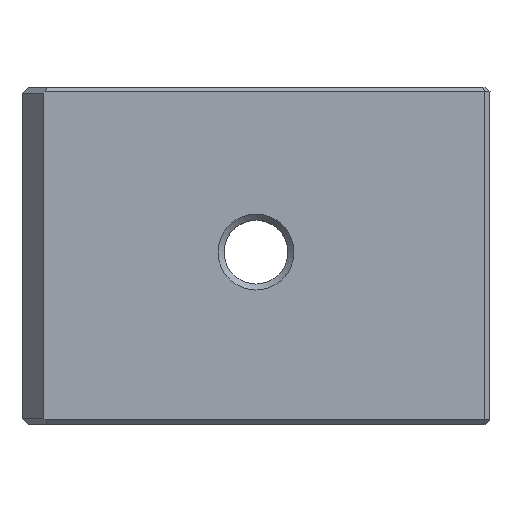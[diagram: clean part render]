
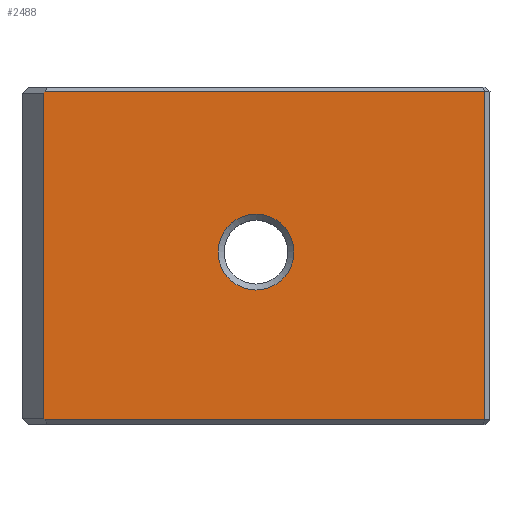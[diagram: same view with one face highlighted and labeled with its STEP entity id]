
A CAD part, top view. The second image highlights one B-rep face of the part: STEP entity #2488.
In plain terms, the highlighted planar face has unit normal (0, 0, 1).
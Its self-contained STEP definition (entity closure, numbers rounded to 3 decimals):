
#43=FACE_BOUND('',#476,.T.);
#89=CIRCLE('',#2653,2.5);
#199=PLANE('',#2668);
#327=FACE_OUTER_BOUND('',#475,.T.);
#475=EDGE_LOOP('',(#2180,#2181,#2182,#2183,#2184,#2185));
#476=EDGE_LOOP('',(#2186));
#696=LINE('',#4403,#928);
#697=LINE('',#4407,#929);
#702=LINE('',#4421,#934);
#707=LINE('',#4430,#939);
#715=LINE('',#4457,#947);
#716=LINE('',#4458,#948);
#928=VECTOR('',#3140,21.39);
#929=VECTOR('',#3143,21.59);
#934=VECTOR('',#3156,0.164);
#939=VECTOR('',#3163,0.164);
#947=VECTOR('',#3197,28.914);
#948=VECTOR('',#3198,28.914);
#1234=VERTEX_POINT('',#4397);
#1236=VERTEX_POINT('',#4401);
#1237=VERTEX_POINT('',#4405);
#1238=VERTEX_POINT('',#4406);
#1242=VERTEX_POINT('',#4416);
#1243=VERTEX_POINT('',#4420);
#1246=VERTEX_POINT('',#4428);
#1563=EDGE_CURVE('',#1234,#1236,#696,.T.);
#1564=EDGE_CURVE('',#1237,#1238,#697,.T.);
#1570=EDGE_CURVE('',#1242,#1242,#89,.T.);
#1571=EDGE_CURVE('',#1234,#1243,#702,.T.);
#1576=EDGE_CURVE('',#1236,#1246,#707,.T.);
#1590=EDGE_CURVE('',#1246,#1238,#715,.T.);
#1591=EDGE_CURVE('',#1237,#1243,#716,.T.);
#2180=ORIENTED_EDGE('',*,*,#1576,.T.);
#2181=ORIENTED_EDGE('',*,*,#1590,.T.);
#2182=ORIENTED_EDGE('',*,*,#1564,.F.);
#2183=ORIENTED_EDGE('',*,*,#1591,.T.);
#2184=ORIENTED_EDGE('',*,*,#1571,.F.);
#2185=ORIENTED_EDGE('',*,*,#1563,.T.);
#2186=ORIENTED_EDGE('',*,*,#1570,.T.);
#2488=ADVANCED_FACE('',(#327,#43),#199,.F.);
#2653=AXIS2_PLACEMENT_3D('',#4418,#3152,#3153);
#2668=AXIS2_PLACEMENT_3D('',#4456,#3195,#3196);
#3140=DIRECTION('',(0.,-1.,0.));
#3143=DIRECTION('',(0.,-1.,0.));
#3152=DIRECTION('center_axis',(0.,0.,-1.));
#3153=DIRECTION('ref_axis',(0.,1.,0.));
#3156=DIRECTION('',(0.794,0.608,0.));
#3163=DIRECTION('',(0.794,-0.608,0.));
#3195=DIRECTION('center_axis',(0.,0.,-1.));
#3196=DIRECTION('ref_axis',(1.,0.,0.));
#3197=DIRECTION('',(1.,0.,0.));
#3198=DIRECTION('',(-1.,0.,0.));
#4397=CARTESIAN_POINT('',(-14.,100.889,-15.75));
#4401=CARTESIAN_POINT('',(-14.,79.5,-15.75));
#4403=CARTESIAN_POINT('',(-14.,100.889,-15.75));
#4405=CARTESIAN_POINT('',(15.045,100.989,-15.75));
#4406=CARTESIAN_POINT('',(15.045,79.4,-15.75));
#4407=CARTESIAN_POINT('',(15.045,100.989,-15.75));
#4416=CARTESIAN_POINT('',(0.,87.94,-15.75));
#4418=CARTESIAN_POINT('Origin',(0.,90.44,-15.75));
#4420=CARTESIAN_POINT('',(-13.869,100.989,-15.75));
#4421=CARTESIAN_POINT('',(-14.,100.889,-15.75));
#4428=CARTESIAN_POINT('',(-13.869,79.4,-15.75));
#4430=CARTESIAN_POINT('',(-14.,79.5,-15.75));
#4456=CARTESIAN_POINT('Origin',(-14.,134.817,-15.75));
#4457=CARTESIAN_POINT('',(-13.869,79.4,-15.75));
#4458=CARTESIAN_POINT('',(15.045,100.989,-15.75));
